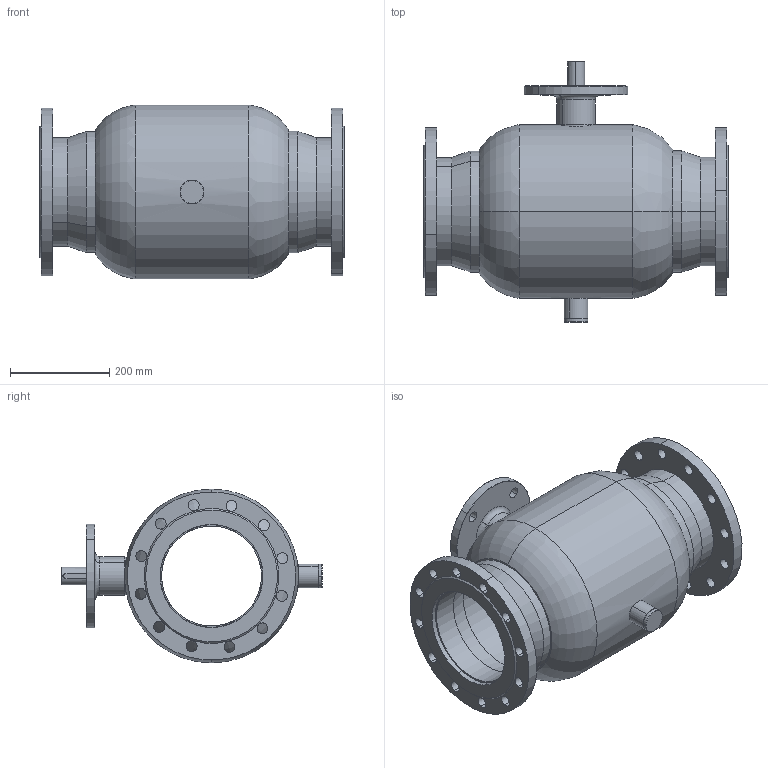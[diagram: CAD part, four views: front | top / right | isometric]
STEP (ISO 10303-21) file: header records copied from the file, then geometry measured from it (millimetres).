
FILE_DESCRIPTION (( 'STEP AP214' ), '1' );
FILE_NAME ('通径DN200法兰球阀-蜗轮盘PN16.STEP', '2026-01-29T06:24:22', ( '' ), ( '' ), 'SwSTEP 2.0', 'SolidWorks 2022', '' );
FILE_SCHEMA (( 'AUTOMOTIVE_DESIGN' ));
Length unit declared in the file: millimetre
Products named in the file (8): Q61F-250-22狟揤裔; 200F楊擘1.6; Q61F-250-5粣杶; Q61F-250-19苤粣杶; 通径DN200法兰球阀-蜗轮盘PN16; DN200籵噤-傻帤載蜊; Q61F-250-1概极樓馱; Q61F-250-3概裝
Assembly tree (9 placements, depth 2):
  通径DN200法兰球阀-蜗轮盘PN16
    Q61F-250-1概极樓馱
    Q61F-250-5粣杶
    Q61F-250-19苤粣杶
    Q61F-250-22狟揤裔
    Q61F-250-3概裝
    DN200籵噤-傻帤載蜊  x2
    200F楊擘1.6  x2
Bounding box: 615 x 526 x 351 mm (x, y, z)
Volume: 10389613.4 mm3; surface area: 1906168.2 mm2
Topology: 9 solids, 9 shells, 277 faces, 625 edges, 396 vertices
Faces by surface type: cylinder 163, plane 60, cone 36, torus 18
Entity records: 7434 total; most frequent: CARTESIAN_POINT 1598, DIRECTION 1215, ORIENTED_EDGE 966, AXIS2_PLACEMENT_3D 517, EDGE_CURVE 483, VERTEX_POINT 306, EDGE_LOOP 291, CIRCLE 287
